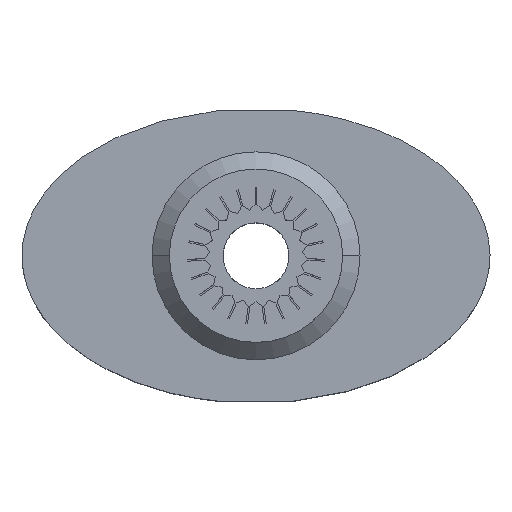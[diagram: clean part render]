
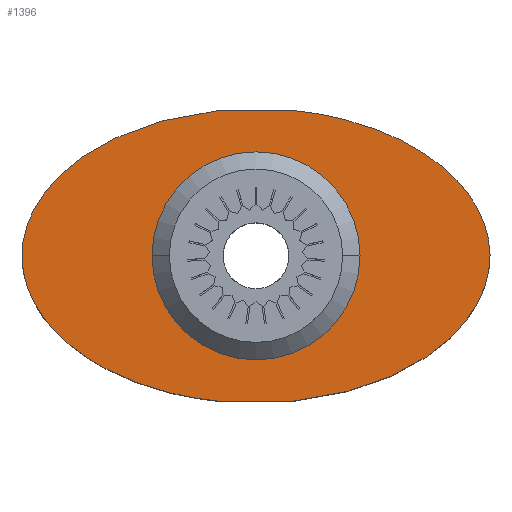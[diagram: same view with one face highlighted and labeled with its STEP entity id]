
A CAD part, top view. The second image highlights one B-rep face of the part: STEP entity #1396.
In plain terms, the highlighted planar face has unit normal (0, 0, 1).
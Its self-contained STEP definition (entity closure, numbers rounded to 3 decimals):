
#31 = FACE_OUTER_BOUND ( 'NONE', #3240, .T. ) ;
#157 = VERTEX_POINT ( 'NONE', #4803 ) ;
#238 = CARTESIAN_POINT ( 'NONE',  ( 22.257, -6.432, 10. ) ) ;
#308 = CARTESIAN_POINT ( 'NONE',  ( 0., 0., 10. ) ) ;
#371 = AXIS2_PLACEMENT_3D ( 'NONE', #2084, #3576, #3530 ) ;
#511 = CARTESIAN_POINT ( 'NONE',  ( -2.065, 8.4, 10. ) ) ;
#525 = VERTEX_POINT ( 'NONE', #657 ) ;
#649 = CARTESIAN_POINT ( 'NONE',  ( 0., -8.4, 10. ) ) ;
#657 = CARTESIAN_POINT ( 'NONE',  ( -2.065, -8.4, 10. ) ) ;
#724 = VECTOR ( 'NONE', #857, 1000. ) ;
#857 = DIRECTION ( 'NONE',  ( -1., 0., 0. ) ) ;
#972 = CARTESIAN_POINT ( 'NONE',  ( 22.257, 6.432, 10. ) ) ;
#1265 = VERTEX_POINT ( 'NONE', #3157 ) ;
#1305 = VERTEX_POINT ( 'NONE', #1399 ) ;
#1312 = CIRCLE ( 'NONE', #371, 6. ) ;
#1396 = ADVANCED_FACE ( 'NONE', ( #4048, #31 ), #4446, .T. ) ;
#1399 = CARTESIAN_POINT ( 'NONE',  ( -2.065, 8.4, 10. ) ) ;
#1650 = ORIENTED_EDGE ( 'NONE', *, *, #3010, .T. ) ;
#1660 = CARTESIAN_POINT ( 'NONE',  ( -13.5, 0., 10. ) ) ;
#1720 = ORIENTED_EDGE ( 'NONE', *, *, #4231, .T. ) ;
#1749 = DIRECTION ( 'NONE',  ( 1., 0., 0. ) ) ;
#1794 = VERTEX_POINT ( 'NONE', #3719 ) ;
#1829 = CARTESIAN_POINT ( 'NONE',  ( -13.5, -4.393, 10. ) ) ;
#2061 = EDGE_CURVE ( 'NONE', #157, #2777, #1312, .T. ) ;
#2084 = CARTESIAN_POINT ( 'NONE',  ( 0., 0., 10. ) ) ;
#2127 = VERTEX_POINT ( 'NONE', #4704 ) ;
#2167 = LINE ( 'NONE', #649, #2651 ) ;
#2247 = EDGE_CURVE ( 'NONE', #2127, #525, #3640, .T. ) ;
#2282 = LINE ( 'NONE', #4559, #724 ) ;
#2308 =( BOUNDED_CURVE ( )  B_SPLINE_CURVE ( 3, ( #511, #3177, #2428, #1660 ),
 .UNSPECIFIED., .F., .T. ) 
 B_SPLINE_CURVE_WITH_KNOTS ( ( 4, 4 ),
 ( 4.866, 6.283 ),
 .UNSPECIFIED. ) 
 CURVE ( )  GEOMETRIC_REPRESENTATION_ITEM ( )  RATIONAL_B_SPLINE_CURVE ( ( 1., 0.84, 0.84, 1. ) ) 
 REPRESENTATION_ITEM ( '' )  );
#2385 = CIRCLE ( 'NONE', #4177, 6. ) ;
#2415 = ORIENTED_EDGE ( 'NONE', *, *, #4027, .T. ) ;
#2428 = CARTESIAN_POINT ( 'NONE',  ( -13.5, 4.393, 10. ) ) ;
#2452 = EDGE_CURVE ( 'NONE', #1265, #1794, #2955, .T. ) ;
#2633 = DIRECTION ( 'NONE',  ( 0., 0., 1. ) ) ;
#2651 = VECTOR ( 'NONE', #1749, 1000. ) ;
#2777 = VERTEX_POINT ( 'NONE', #4155 ) ;
#2901 = ORIENTED_EDGE ( 'NONE', *, *, #2247, .T. ) ;
#2955 =( BOUNDED_CURVE ( )  B_SPLINE_CURVE ( 3, ( #3374, #238, #972, #3591 ),
 .UNSPECIFIED., .F., .T. ) 
 B_SPLINE_CURVE_WITH_KNOTS ( ( 4, 4 ),
 ( 1.724, 4.559 ),
 .UNSPECIFIED. ) 
 CURVE ( )  GEOMETRIC_REPRESENTATION_ITEM ( )  RATIONAL_B_SPLINE_CURVE ( ( 1., 0.435, 0.435, 1. ) ) 
 REPRESENTATION_ITEM ( '' )  );
#3010 = EDGE_CURVE ( 'NONE', #525, #1265, #2167, .T. ) ;
#3157 = CARTESIAN_POINT ( 'NONE',  ( 2.065, -8.4, 10. ) ) ;
#3177 = CARTESIAN_POINT ( 'NONE',  ( -8.96, 7.728, 10. ) ) ;
#3240 = EDGE_LOOP ( 'NONE', ( #2415, #2901, #1650, #4492, #4382 ) ) ;
#3292 = DIRECTION ( 'NONE',  ( 0., 0., -1. ) ) ;
#3311 = CARTESIAN_POINT ( 'NONE',  ( 0., 0., 10. ) ) ;
#3323 = CARTESIAN_POINT ( 'NONE',  ( -8.96, -7.728, 10. ) ) ;
#3374 = CARTESIAN_POINT ( 'NONE',  ( 2.065, -8.4, 10. ) ) ;
#3530 = DIRECTION ( 'NONE',  ( 1., 0., 0. ) ) ;
#3571 = AXIS2_PLACEMENT_3D ( 'NONE', #3311, #2633, #4808 ) ;
#3576 = DIRECTION ( 'NONE',  ( 0., 0., -1. ) ) ;
#3591 = CARTESIAN_POINT ( 'NONE',  ( 2.065, 8.4, 10. ) ) ;
#3640 =( BOUNDED_CURVE ( )  B_SPLINE_CURVE ( 3, ( #4458, #1829, #3323, #4381 ),
 .UNSPECIFIED., .F., .F. ) 
 B_SPLINE_CURVE_WITH_KNOTS ( ( 4, 4 ),
 ( 0., 1.417 ),
 .UNSPECIFIED. ) 
 CURVE ( )  GEOMETRIC_REPRESENTATION_ITEM ( )  RATIONAL_B_SPLINE_CURVE ( ( 1., 0.84, 0.84, 1. ) ) 
 REPRESENTATION_ITEM ( '' )  );
#3719 = CARTESIAN_POINT ( 'NONE',  ( 2.065, 8.4, 10. ) ) ;
#3903 = EDGE_LOOP ( 'NONE', ( #4417, #1720 ) ) ;
#4027 = EDGE_CURVE ( 'NONE', #1305, #2127, #2308, .T. ) ;
#4048 = FACE_BOUND ( 'NONE', #3903, .T. ) ;
#4155 = CARTESIAN_POINT ( 'NONE',  ( 6., 0., 10. ) ) ;
#4177 = AXIS2_PLACEMENT_3D ( 'NONE', #308, #3292, #4812 ) ;
#4231 = EDGE_CURVE ( 'NONE', #2777, #157, #2385, .T. ) ;
#4381 = CARTESIAN_POINT ( 'NONE',  ( -2.065, -8.4, 10. ) ) ;
#4382 = ORIENTED_EDGE ( 'NONE', *, *, #4590, .T. ) ;
#4417 = ORIENTED_EDGE ( 'NONE', *, *, #2061, .T. ) ;
#4446 = PLANE ( 'NONE',  #3571 ) ;
#4458 = CARTESIAN_POINT ( 'NONE',  ( -13.5, 0., 10. ) ) ;
#4492 = ORIENTED_EDGE ( 'NONE', *, *, #2452, .T. ) ;
#4559 = CARTESIAN_POINT ( 'NONE',  ( 0., 8.4, 10. ) ) ;
#4590 = EDGE_CURVE ( 'NONE', #1794, #1305, #2282, .T. ) ;
#4704 = CARTESIAN_POINT ( 'NONE',  ( -13.5, 0., 10. ) ) ;
#4803 = CARTESIAN_POINT ( 'NONE',  ( -6., 0., 10. ) ) ;
#4808 = DIRECTION ( 'NONE',  ( 1., 0., 0. ) ) ;
#4812 = DIRECTION ( 'NONE',  ( 1., 0., 0. ) ) ;
